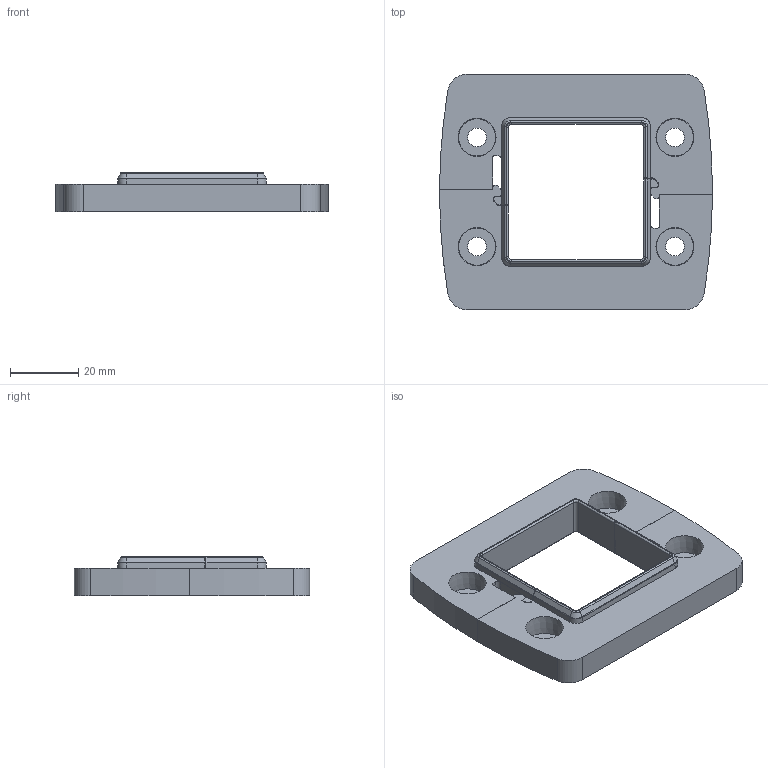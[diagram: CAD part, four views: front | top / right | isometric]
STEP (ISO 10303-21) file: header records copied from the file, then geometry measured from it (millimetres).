
FILE_DESCRIPTION(/* description */ (''),/* implementation_level */ '2;1');
FILE_NAME(/* name */ '28507_4_KDS-IVR_1-4.stp',/* time_stamp */ '2022-11-29T12:37:36+01:00',/* author */ (''),/* organization */ (''),/* preprocessor_version */ 'ST-DEVELOPER v16.7',/* originating_system */ 'SIEMENS PLM Software NX 12.0',/* authorisation */ '');
FILE_SCHEMA (('AUTOMOTIVE_DESIGN { 1 0 10303 214 3 1 1 1 }'));
Length unit declared in the file: millimetre
Products named in the file (1): 28507_4_KDS-IVR_1-4
Bounding box: 80 x 69 x 11.5 mm (x, y, z)
Volume: 28747.7 mm3; surface area: 14440 mm2
Topology: 2 solids, 2 shells, 230 faces, 586 edges, 368 vertices
Faces by surface type: cylinder 104, plane 92, bspline 28, cone 4, extrusion 2
Full cylindrical faces by diameter (mm): 5.5 x4
Entity records: 8209 total; most frequent: CARTESIAN_POINT 2769, ORIENTED_EDGE 1148, DIRECTION 1086, EDGE_CURVE 574, AXIS2_PLACEMENT_3D 381, VERTEX_POINT 364, VECTOR 324, LINE 322
